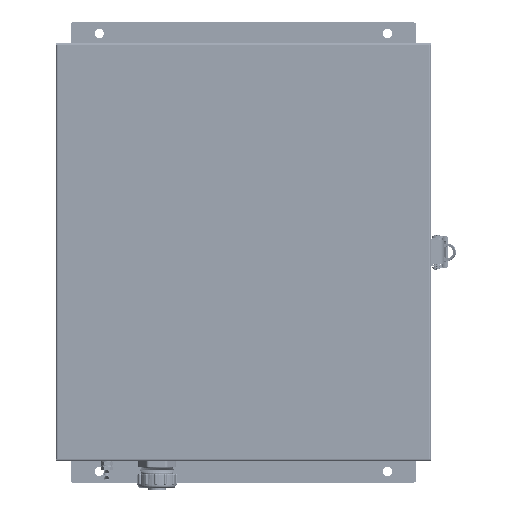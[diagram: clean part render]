
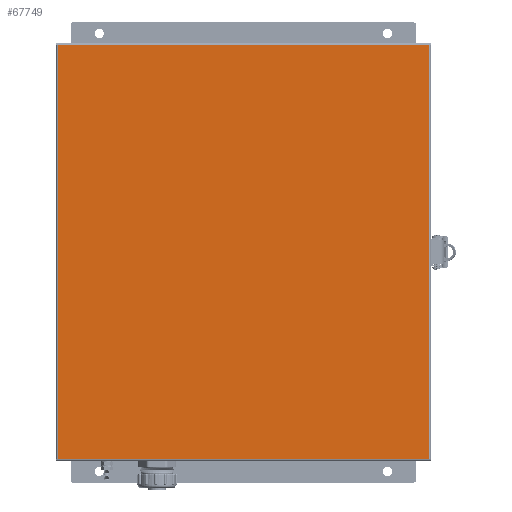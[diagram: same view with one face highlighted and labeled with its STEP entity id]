
A CAD part, top view. The second image highlights one B-rep face of the part: STEP entity #67749.
In plain terms, the highlighted planar face has unit normal (0, 0, 1).
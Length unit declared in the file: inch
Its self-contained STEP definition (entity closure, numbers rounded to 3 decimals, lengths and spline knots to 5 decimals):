
#1616 = VECTOR ( 'NONE', #101053, 39.37008 ) ;
#1665 = VERTEX_POINT ( 'NONE', #34251 ) ;
#4189 = ORIENTED_EDGE ( 'NONE', *, *, #39503, .F. ) ;
#5315 = DIRECTION ( 'NONE',  ( 1., 0., 0. ) ) ;
#12087 = VECTOR ( 'NONE', #101724, 39.37008 ) ;
#14877 = LINE ( 'NONE', #68717, #118751 ) ;
#18608 = CARTESIAN_POINT ( 'NONE',  ( 6.435, -7.185, 0. ) ) ;
#20344 = ORIENTED_EDGE ( 'NONE', *, *, #67556, .F. ) ;
#34251 = CARTESIAN_POINT ( 'NONE',  ( -6.435, -7.185, 0. ) ) ;
#39503 = EDGE_CURVE ( 'NONE', #192566, #1665, #166935, .T. ) ;
#40888 = LINE ( 'NONE', #56518, #137728 ) ;
#45682 = ORIENTED_EDGE ( 'NONE', *, *, #121892, .F. ) ;
#49632 = LINE ( 'NONE', #104323, #12087 ) ;
#56213 = EDGE_LOOP ( 'NONE', ( #4189, #20344, #84683, #45682 ) ) ;
#56518 = CARTESIAN_POINT ( 'NONE',  ( -6.435, 7.185, 0. ) ) ;
#57161 = DIRECTION ( 'NONE',  ( 0., 1., 0. ) ) ;
#62615 = EDGE_CURVE ( 'NONE', #111259, #97656, #14877, .T. ) ;
#67556 = EDGE_CURVE ( 'NONE', #97656, #192566, #49632, .T. ) ;
#67749 = ADVANCED_FACE ( 'NONE', ( #113521 ), #168164, .T. ) ;
#68717 = CARTESIAN_POINT ( 'NONE',  ( 6.5, 7.185, 0. ) ) ;
#78249 = CARTESIAN_POINT ( 'NONE',  ( 6.435, 7.185, 0. ) ) ;
#83343 = AXIS2_PLACEMENT_3D ( 'NONE', #169488, #95041, #5315 ) ;
#84683 = ORIENTED_EDGE ( 'NONE', *, *, #62615, .F. ) ;
#95041 = DIRECTION ( 'NONE',  ( 0., 0., 1. ) ) ;
#97656 = VERTEX_POINT ( 'NONE', #78249 ) ;
#101053 = DIRECTION ( 'NONE',  ( -1., 0., 0. ) ) ;
#101724 = DIRECTION ( 'NONE',  ( 0., -1., 0. ) ) ;
#104323 = CARTESIAN_POINT ( 'NONE',  ( 6.435, -7.185, 0. ) ) ;
#111259 = VERTEX_POINT ( 'NONE', #194243 ) ;
#113521 = FACE_OUTER_BOUND ( 'NONE', #56213, .T. ) ;
#118751 = VECTOR ( 'NONE', #129460, 39.37008 ) ;
#121892 = EDGE_CURVE ( 'NONE', #1665, #111259, #40888, .T. ) ;
#129460 = DIRECTION ( 'NONE',  ( 1., 0., 0. ) ) ;
#131349 = CARTESIAN_POINT ( 'NONE',  ( -6.5, -7.185, 0. ) ) ;
#137728 = VECTOR ( 'NONE', #57161, 39.37008 ) ;
#166935 = LINE ( 'NONE', #131349, #1616 ) ;
#168164 = PLANE ( 'NONE',  #83343 ) ;
#169488 = CARTESIAN_POINT ( 'NONE',  ( 0., 0., 0. ) ) ;
#192566 = VERTEX_POINT ( 'NONE', #18608 ) ;
#194243 = CARTESIAN_POINT ( 'NONE',  ( -6.435, 7.185, 0. ) ) ;
